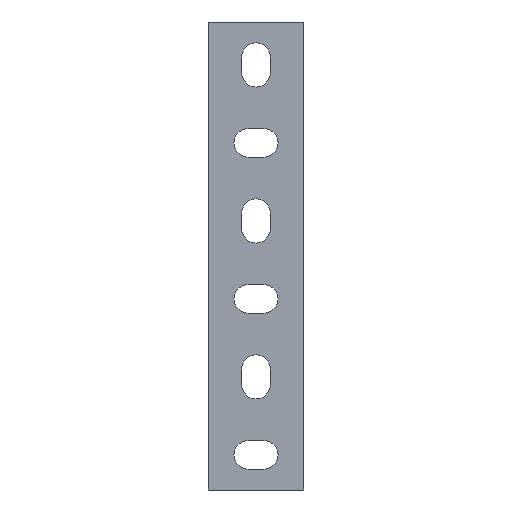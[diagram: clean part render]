
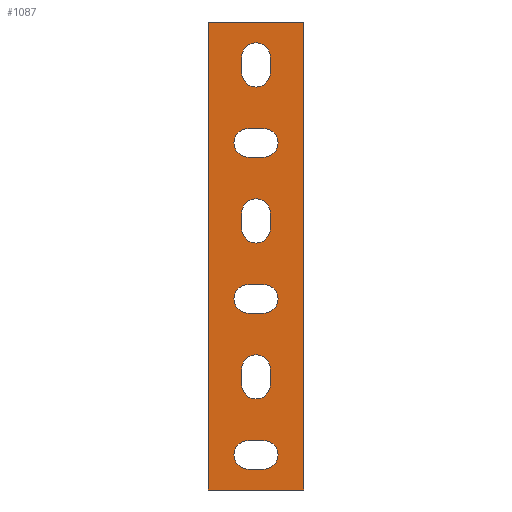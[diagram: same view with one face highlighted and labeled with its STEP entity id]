
A CAD part, front view. The second image highlights one B-rep face of the part: STEP entity #1087.
In plain terms, the highlighted planar face has unit normal (0, -1, 0).
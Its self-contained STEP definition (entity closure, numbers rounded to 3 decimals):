
#51=FACE_BOUND('',#192,.T.);
#52=FACE_BOUND('',#193,.T.);
#53=FACE_BOUND('',#194,.T.);
#54=FACE_BOUND('',#195,.T.);
#55=FACE_BOUND('',#196,.T.);
#56=FACE_BOUND('',#197,.T.);
#93=CIRCLE('',#1183,5.5);
#94=CIRCLE('',#1184,5.5);
#95=CIRCLE('',#1185,5.5);
#96=CIRCLE('',#1186,5.5);
#97=CIRCLE('',#1187,5.5);
#98=CIRCLE('',#1188,5.5);
#99=CIRCLE('',#1189,5.5);
#100=CIRCLE('',#1190,5.5);
#101=CIRCLE('',#1191,5.5);
#102=CIRCLE('',#1192,5.5);
#103=CIRCLE('',#1193,5.5);
#104=CIRCLE('',#1194,5.5);
#125=FACE_OUTER_BOUND('',#191,.T.);
#191=EDGE_LOOP('',(#787,#788,#789,#790,#791,#792,#793,#794));
#192=EDGE_LOOP('',(#795,#796,#797,#798));
#193=EDGE_LOOP('',(#799,#800,#801,#802));
#194=EDGE_LOOP('',(#803,#804,#805,#806));
#195=EDGE_LOOP('',(#807,#808,#809,#810));
#196=EDGE_LOOP('',(#811,#812,#813,#814));
#197=EDGE_LOOP('',(#815,#816,#817,#818));
#292=LINE('',#1669,#400);
#293=LINE('',#1671,#401);
#294=LINE('',#1673,#402);
#295=LINE('',#1675,#403);
#296=LINE('',#1677,#404);
#297=LINE('',#1679,#405);
#298=LINE('',#1681,#406);
#299=LINE('',#1682,#407);
#300=LINE('',#1687,#408);
#301=LINE('',#1690,#409);
#302=LINE('',#1695,#410);
#303=LINE('',#1698,#411);
#304=LINE('',#1703,#412);
#305=LINE('',#1706,#413);
#306=LINE('',#1711,#414);
#307=LINE('',#1714,#415);
#308=LINE('',#1719,#416);
#309=LINE('',#1722,#417);
#310=LINE('',#1727,#418);
#311=LINE('',#1730,#419);
#400=VECTOR('',#1333,10.);
#401=VECTOR('',#1334,10.);
#402=VECTOR('',#1335,10.);
#403=VECTOR('',#1336,10.);
#404=VECTOR('',#1337,10.);
#405=VECTOR('',#1338,10.);
#406=VECTOR('',#1339,10.);
#407=VECTOR('',#1340,10.);
#408=VECTOR('',#1343,10.);
#409=VECTOR('',#1346,10.);
#410=VECTOR('',#1349,10.);
#411=VECTOR('',#1352,10.);
#412=VECTOR('',#1355,10.);
#413=VECTOR('',#1358,10.);
#414=VECTOR('',#1361,10.);
#415=VECTOR('',#1364,10.);
#416=VECTOR('',#1367,10.);
#417=VECTOR('',#1370,10.);
#418=VECTOR('',#1373,10.);
#419=VECTOR('',#1376,10.);
#525=VERTEX_POINT('',#1667);
#526=VERTEX_POINT('',#1668);
#527=VERTEX_POINT('',#1670);
#528=VERTEX_POINT('',#1672);
#529=VERTEX_POINT('',#1674);
#530=VERTEX_POINT('',#1676);
#531=VERTEX_POINT('',#1678);
#532=VERTEX_POINT('',#1680);
#533=VERTEX_POINT('',#1683);
#534=VERTEX_POINT('',#1684);
#535=VERTEX_POINT('',#1686);
#536=VERTEX_POINT('',#1688);
#537=VERTEX_POINT('',#1691);
#538=VERTEX_POINT('',#1692);
#539=VERTEX_POINT('',#1694);
#540=VERTEX_POINT('',#1696);
#541=VERTEX_POINT('',#1699);
#542=VERTEX_POINT('',#1700);
#543=VERTEX_POINT('',#1702);
#544=VERTEX_POINT('',#1704);
#545=VERTEX_POINT('',#1707);
#546=VERTEX_POINT('',#1708);
#547=VERTEX_POINT('',#1710);
#548=VERTEX_POINT('',#1712);
#549=VERTEX_POINT('',#1715);
#550=VERTEX_POINT('',#1716);
#551=VERTEX_POINT('',#1718);
#552=VERTEX_POINT('',#1720);
#553=VERTEX_POINT('',#1723);
#554=VERTEX_POINT('',#1724);
#555=VERTEX_POINT('',#1726);
#556=VERTEX_POINT('',#1728);
#630=EDGE_CURVE('',#525,#526,#292,.T.);
#631=EDGE_CURVE('',#525,#527,#293,.T.);
#632=EDGE_CURVE('',#528,#527,#294,.T.);
#633=EDGE_CURVE('',#529,#528,#295,.T.);
#634=EDGE_CURVE('',#530,#529,#296,.T.);
#635=EDGE_CURVE('',#530,#531,#297,.T.);
#636=EDGE_CURVE('',#532,#531,#298,.T.);
#637=EDGE_CURVE('',#526,#532,#299,.T.);
#638=EDGE_CURVE('',#533,#534,#93,.T.);
#639=EDGE_CURVE('',#534,#535,#300,.T.);
#640=EDGE_CURVE('',#535,#536,#94,.T.);
#641=EDGE_CURVE('',#536,#533,#301,.T.);
#642=EDGE_CURVE('',#537,#538,#95,.T.);
#643=EDGE_CURVE('',#538,#539,#302,.T.);
#644=EDGE_CURVE('',#539,#540,#96,.T.);
#645=EDGE_CURVE('',#540,#537,#303,.T.);
#646=EDGE_CURVE('',#541,#542,#97,.T.);
#647=EDGE_CURVE('',#542,#543,#304,.T.);
#648=EDGE_CURVE('',#543,#544,#98,.T.);
#649=EDGE_CURVE('',#544,#541,#305,.T.);
#650=EDGE_CURVE('',#545,#546,#99,.T.);
#651=EDGE_CURVE('',#546,#547,#306,.T.);
#652=EDGE_CURVE('',#547,#548,#100,.T.);
#653=EDGE_CURVE('',#548,#545,#307,.T.);
#654=EDGE_CURVE('',#549,#550,#101,.T.);
#655=EDGE_CURVE('',#550,#551,#308,.T.);
#656=EDGE_CURVE('',#551,#552,#102,.T.);
#657=EDGE_CURVE('',#552,#549,#309,.T.);
#658=EDGE_CURVE('',#553,#554,#103,.T.);
#659=EDGE_CURVE('',#554,#555,#310,.T.);
#660=EDGE_CURVE('',#555,#556,#104,.T.);
#661=EDGE_CURVE('',#556,#553,#311,.T.);
#787=ORIENTED_EDGE('',*,*,#630,.F.);
#788=ORIENTED_EDGE('',*,*,#631,.T.);
#789=ORIENTED_EDGE('',*,*,#632,.F.);
#790=ORIENTED_EDGE('',*,*,#633,.F.);
#791=ORIENTED_EDGE('',*,*,#634,.F.);
#792=ORIENTED_EDGE('',*,*,#635,.T.);
#793=ORIENTED_EDGE('',*,*,#636,.F.);
#794=ORIENTED_EDGE('',*,*,#637,.F.);
#795=ORIENTED_EDGE('',*,*,#638,.T.);
#796=ORIENTED_EDGE('',*,*,#639,.T.);
#797=ORIENTED_EDGE('',*,*,#640,.T.);
#798=ORIENTED_EDGE('',*,*,#641,.T.);
#799=ORIENTED_EDGE('',*,*,#642,.T.);
#800=ORIENTED_EDGE('',*,*,#643,.T.);
#801=ORIENTED_EDGE('',*,*,#644,.T.);
#802=ORIENTED_EDGE('',*,*,#645,.T.);
#803=ORIENTED_EDGE('',*,*,#646,.T.);
#804=ORIENTED_EDGE('',*,*,#647,.T.);
#805=ORIENTED_EDGE('',*,*,#648,.T.);
#806=ORIENTED_EDGE('',*,*,#649,.T.);
#807=ORIENTED_EDGE('',*,*,#650,.T.);
#808=ORIENTED_EDGE('',*,*,#651,.T.);
#809=ORIENTED_EDGE('',*,*,#652,.T.);
#810=ORIENTED_EDGE('',*,*,#653,.T.);
#811=ORIENTED_EDGE('',*,*,#654,.T.);
#812=ORIENTED_EDGE('',*,*,#655,.T.);
#813=ORIENTED_EDGE('',*,*,#656,.T.);
#814=ORIENTED_EDGE('',*,*,#657,.T.);
#815=ORIENTED_EDGE('',*,*,#658,.T.);
#816=ORIENTED_EDGE('',*,*,#659,.T.);
#817=ORIENTED_EDGE('',*,*,#660,.T.);
#818=ORIENTED_EDGE('',*,*,#661,.T.);
#1057=PLANE('',#1182);
#1087=ADVANCED_FACE('',(#125,#51,#52,#53,#54,#55,#56),#1057,.F.);
#1182=AXIS2_PLACEMENT_3D('',#1666,#1331,#1332);
#1183=AXIS2_PLACEMENT_3D('',#1685,#1341,#1342);
#1184=AXIS2_PLACEMENT_3D('',#1689,#1344,#1345);
#1185=AXIS2_PLACEMENT_3D('',#1693,#1347,#1348);
#1186=AXIS2_PLACEMENT_3D('',#1697,#1350,#1351);
#1187=AXIS2_PLACEMENT_3D('',#1701,#1353,#1354);
#1188=AXIS2_PLACEMENT_3D('',#1705,#1356,#1357);
#1189=AXIS2_PLACEMENT_3D('',#1709,#1359,#1360);
#1190=AXIS2_PLACEMENT_3D('',#1713,#1362,#1363);
#1191=AXIS2_PLACEMENT_3D('',#1717,#1365,#1366);
#1192=AXIS2_PLACEMENT_3D('',#1721,#1368,#1369);
#1193=AXIS2_PLACEMENT_3D('',#1725,#1371,#1372);
#1194=AXIS2_PLACEMENT_3D('',#1729,#1374,#1375);
#1331=DIRECTION('center_axis',(0.,1.,0.));
#1332=DIRECTION('ref_axis',(0.,0.,1.));
#1333=DIRECTION('',(1.,0.,0.));
#1334=DIRECTION('',(-1.,0.,0.));
#1335=DIRECTION('',(1.,0.,0.));
#1336=DIRECTION('',(0.,0.,1.));
#1337=DIRECTION('',(-1.,0.,0.));
#1338=DIRECTION('',(1.,0.,0.));
#1339=DIRECTION('',(-1.,0.,0.));
#1340=DIRECTION('',(0.,0.,-1.));
#1341=DIRECTION('center_axis',(0.,1.,0.));
#1342=DIRECTION('ref_axis',(-1.,0.,0.));
#1343=DIRECTION('',(0.,0.,1.));
#1344=DIRECTION('center_axis',(0.,1.,0.));
#1345=DIRECTION('ref_axis',(1.,0.,0.));
#1346=DIRECTION('',(0.,0.,-1.));
#1347=DIRECTION('center_axis',(0.,1.,0.));
#1348=DIRECTION('ref_axis',(-1.,0.,0.));
#1349=DIRECTION('',(0.,0.,1.));
#1350=DIRECTION('center_axis',(0.,1.,0.));
#1351=DIRECTION('ref_axis',(1.,0.,0.));
#1352=DIRECTION('',(0.,0.,-1.));
#1353=DIRECTION('center_axis',(0.,1.,0.));
#1354=DIRECTION('ref_axis',(1.,0.,0.));
#1355=DIRECTION('',(0.,0.,1.));
#1356=DIRECTION('center_axis',(0.,1.,0.));
#1357=DIRECTION('ref_axis',(-1.,0.,0.));
#1358=DIRECTION('',(0.,0.,-1.));
#1359=DIRECTION('center_axis',(0.,1.,0.));
#1360=DIRECTION('ref_axis',(0.,0.,1.));
#1361=DIRECTION('',(-1.,0.,0.));
#1362=DIRECTION('center_axis',(0.,1.,0.));
#1363=DIRECTION('ref_axis',(0.,0.,-1.));
#1364=DIRECTION('',(1.,0.,0.));
#1365=DIRECTION('center_axis',(0.,1.,0.));
#1366=DIRECTION('ref_axis',(0.,0.,1.));
#1367=DIRECTION('',(-1.,0.,0.));
#1368=DIRECTION('center_axis',(0.,1.,0.));
#1369=DIRECTION('ref_axis',(0.,0.,-1.));
#1370=DIRECTION('',(1.,0.,0.));
#1371=DIRECTION('center_axis',(0.,1.,0.));
#1372=DIRECTION('ref_axis',(0.,0.,1.));
#1373=DIRECTION('',(-1.,0.,0.));
#1374=DIRECTION('center_axis',(0.,1.,0.));
#1375=DIRECTION('ref_axis',(0.,0.,-1.));
#1376=DIRECTION('',(1.,0.,0.));
#1666=CARTESIAN_POINT('Origin',(-44.5,0.,-90.));
#1667=CARTESIAN_POINT('',(-29.679,0.,0.));
#1668=CARTESIAN_POINT('',(-26.179,0.,0.));
#1669=CARTESIAN_POINT('',(-51.91,0.,0.));
#1670=CARTESIAN_POINT('',(-59.321,0.,0.));
#1671=CARTESIAN_POINT('',(0.,0.,0.));
#1672=CARTESIAN_POINT('',(-62.821,0.,0.));
#1673=CARTESIAN_POINT('',(-51.91,0.,0.));
#1674=CARTESIAN_POINT('',(-62.821,0.,-180.));
#1675=CARTESIAN_POINT('',(-62.821,0.,-90.));
#1676=CARTESIAN_POINT('',(-59.321,0.,-180.));
#1677=CARTESIAN_POINT('',(-55.035,0.,-180.));
#1678=CARTESIAN_POINT('',(-29.679,0.,-180.));
#1679=CARTESIAN_POINT('',(-89.,0.,-180.));
#1680=CARTESIAN_POINT('',(-26.179,0.,-180.));
#1681=CARTESIAN_POINT('',(-55.035,0.,-180.));
#1682=CARTESIAN_POINT('',(-26.179,0.,-90.));
#1683=CARTESIAN_POINT('',(-39.,0.,-139.5));
#1684=CARTESIAN_POINT('',(-50.,0.,-139.5));
#1685=CARTESIAN_POINT('Origin',(-44.5,0.,-139.5));
#1686=CARTESIAN_POINT('',(-50.,0.,-133.5));
#1687=CARTESIAN_POINT('',(-50.,0.,-111.75));
#1688=CARTESIAN_POINT('',(-39.,0.,-133.5));
#1689=CARTESIAN_POINT('Origin',(-44.5,0.,-133.5));
#1690=CARTESIAN_POINT('',(-39.,0.,-114.75));
#1691=CARTESIAN_POINT('',(-39.,0.,-79.5));
#1692=CARTESIAN_POINT('',(-50.,0.,-79.5));
#1693=CARTESIAN_POINT('Origin',(-44.5,0.,-79.5));
#1694=CARTESIAN_POINT('',(-50.,0.,-73.5));
#1695=CARTESIAN_POINT('',(-50.,0.,-81.75));
#1696=CARTESIAN_POINT('',(-39.,0.,-73.5));
#1697=CARTESIAN_POINT('Origin',(-44.5,0.,-73.5));
#1698=CARTESIAN_POINT('',(-39.,0.,-84.75));
#1699=CARTESIAN_POINT('',(-39.,0.,-19.5));
#1700=CARTESIAN_POINT('',(-50.,0.,-19.5));
#1701=CARTESIAN_POINT('Origin',(-44.5,0.,-19.5));
#1702=CARTESIAN_POINT('',(-50.,0.,-13.5));
#1703=CARTESIAN_POINT('',(-50.,0.,-51.75));
#1704=CARTESIAN_POINT('',(-39.,0.,-13.5));
#1705=CARTESIAN_POINT('Origin',(-44.5,0.,-13.5));
#1706=CARTESIAN_POINT('',(-39.,0.,-54.75));
#1707=CARTESIAN_POINT('',(-41.5,0.,-41.));
#1708=CARTESIAN_POINT('',(-41.5,0.,-52.));
#1709=CARTESIAN_POINT('Origin',(-41.5,0.,-46.5));
#1710=CARTESIAN_POINT('',(-47.5,0.,-52.));
#1711=CARTESIAN_POINT('',(-46.,0.,-52.));
#1712=CARTESIAN_POINT('',(-47.5,0.,-41.));
#1713=CARTESIAN_POINT('Origin',(-47.5,0.,-46.5));
#1714=CARTESIAN_POINT('',(-43.,0.,-41.));
#1715=CARTESIAN_POINT('',(-41.5,0.,-101.));
#1716=CARTESIAN_POINT('',(-41.5,0.,-112.));
#1717=CARTESIAN_POINT('Origin',(-41.5,0.,-106.5));
#1718=CARTESIAN_POINT('',(-47.5,0.,-112.));
#1719=CARTESIAN_POINT('',(-46.,0.,-112.));
#1720=CARTESIAN_POINT('',(-47.5,0.,-101.));
#1721=CARTESIAN_POINT('Origin',(-47.5,0.,-106.5));
#1722=CARTESIAN_POINT('',(-43.,0.,-101.));
#1723=CARTESIAN_POINT('',(-41.5,0.,-161.));
#1724=CARTESIAN_POINT('',(-41.5,0.,-172.));
#1725=CARTESIAN_POINT('Origin',(-41.5,0.,-166.5));
#1726=CARTESIAN_POINT('',(-47.5,0.,-172.));
#1727=CARTESIAN_POINT('',(-46.,0.,-172.));
#1728=CARTESIAN_POINT('',(-47.5,0.,-161.));
#1729=CARTESIAN_POINT('Origin',(-47.5,0.,-166.5));
#1730=CARTESIAN_POINT('',(-43.,0.,-161.));
